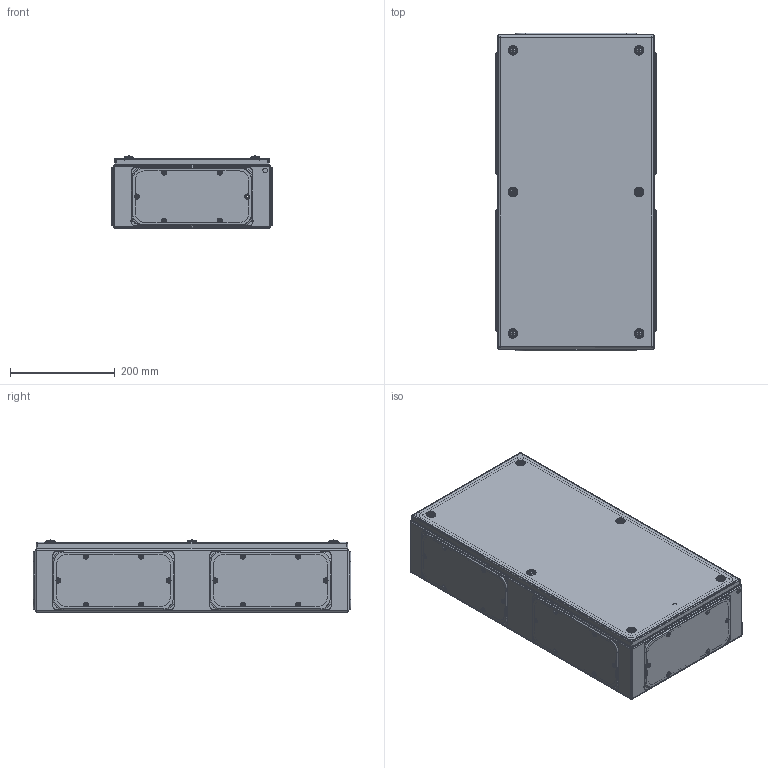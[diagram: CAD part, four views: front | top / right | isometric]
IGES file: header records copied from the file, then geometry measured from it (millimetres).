
Global section: file name: eEXA6030135.igs; preprocessor: I-DEAS 3D IGES Translator 13; date: 20121024.155524; units: millimetre
Bounding box: 307 x 607 x 137.59 mm (x, y, z)
Volume: 1385356.1 mm3; surface area: 1826995.3 mm2
Topology: 16 solids, 16 shells, 2018 faces, 5129 edges, 3071 vertices
Faces by surface type: bspline 2018
